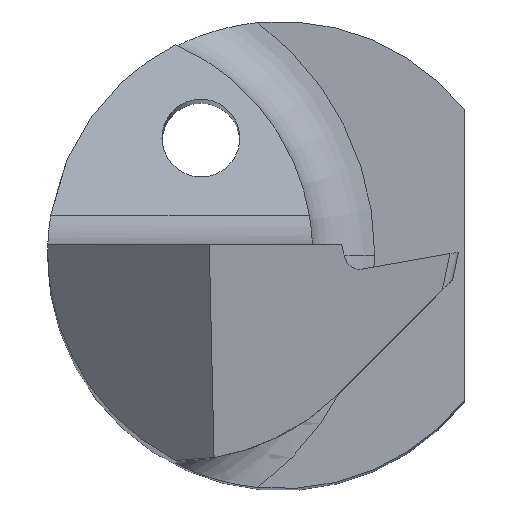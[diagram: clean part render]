
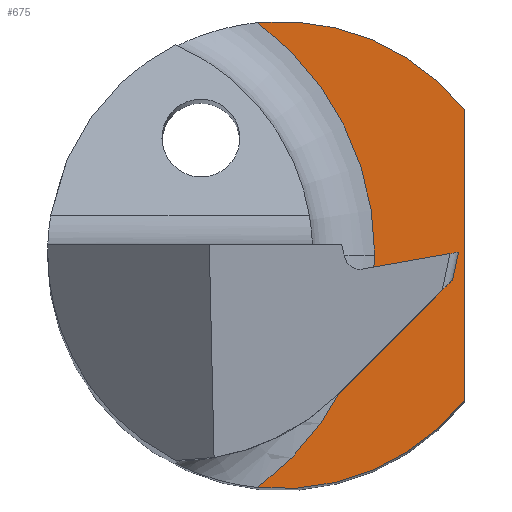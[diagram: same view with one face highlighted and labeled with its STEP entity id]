
A CAD part, top view. The second image highlights one B-rep face of the part: STEP entity #675.
In plain terms, the highlighted planar face has unit normal (0, 0, 1).
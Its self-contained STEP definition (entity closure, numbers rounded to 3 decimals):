
#17 = DIRECTION ( 'NONE',  ( 0., 0., 1. ) ) ;
#37 = DIRECTION ( 'NONE',  ( 0., 0., -1. ) ) ;
#72 = DIRECTION ( 'NONE',  ( 0., 0., 1. ) ) ;
#97 = EDGE_CURVE ( 'NONE', #976, #110, #143, .T. ) ;
#110 = VERTEX_POINT ( 'NONE', #740 ) ;
#112 = CARTESIAN_POINT ( 'NONE',  ( 0., 0., 15.005 ) ) ;
#137 = CARTESIAN_POINT ( 'NONE',  ( 2.35, -1.865, 15.005 ) ) ;
#143 = LINE ( 'NONE', #438, #975 ) ;
#155 = CARTESIAN_POINT ( 'NONE',  ( -0.304, 2.985, 15.005 ) ) ;
#203 = DIRECTION ( 'NONE',  ( 1., 0., 0. ) ) ;
#256 = VERTEX_POINT ( 'NONE', #155 ) ;
#263 = DIRECTION ( 'NONE',  ( 0., 0., 1. ) ) ;
#264 = VERTEX_POINT ( 'NONE', #466 ) ;
#271 = ORIENTED_EDGE ( 'NONE', *, *, #849, .T. ) ;
#324 = AXIS2_PLACEMENT_3D ( 'NONE', #443, #819, #599 ) ;
#334 = ORIENTED_EDGE ( 'NONE', *, *, #926, .T. ) ;
#337 = EDGE_LOOP ( 'NONE', ( #334, #271, #464, #822, #616 ) ) ;
#343 = CARTESIAN_POINT ( 'NONE',  ( -0.304, -2.985, 15.005 ) ) ;
#390 = FACE_OUTER_BOUND ( 'NONE', #337, .T. ) ;
#407 = VERTEX_POINT ( 'NONE', #343 ) ;
#429 = DIRECTION ( 'NONE',  ( 1., 0., 0. ) ) ;
#438 = CARTESIAN_POINT ( 'NONE',  ( 2.35, 1.865, 15.005 ) ) ;
#439 = DIRECTION ( 'NONE',  ( 1., 0., 0. ) ) ;
#443 = CARTESIAN_POINT ( 'NONE',  ( -2.514, 0., 15.005 ) ) ;
#449 = AXIS2_PLACEMENT_3D ( 'NONE', #682, #17, #846 ) ;
#464 = ORIENTED_EDGE ( 'NONE', *, *, #606, .T. ) ;
#466 = CARTESIAN_POINT ( 'NONE',  ( 1.2, 0., 15.005 ) ) ;
#478 = CIRCLE ( 'NONE', #659, 3. ) ;
#497 = CARTESIAN_POINT ( 'NONE',  ( -2.514, 0., 15.005 ) ) ;
#538 = CIRCLE ( 'NONE', #889, 3. ) ;
#595 = AXIS2_PLACEMENT_3D ( 'NONE', #497, #37, #203 ) ;
#599 = DIRECTION ( 'NONE',  ( 1., 0., 0. ) ) ;
#606 = EDGE_CURVE ( 'NONE', #264, #407, #785, .T. ) ;
#616 = ORIENTED_EDGE ( 'NONE', *, *, #97, .T. ) ;
#623 = EDGE_CURVE ( 'NONE', #407, #976, #478, .T. ) ;
#659 = AXIS2_PLACEMENT_3D ( 'NONE', #747, #72, #439 ) ;
#675 = ADVANCED_FACE ( 'NONE', ( #390 ), #932, .T. ) ;
#682 = CARTESIAN_POINT ( 'NONE',  ( -0.402, -0.122, 15.005 ) ) ;
#740 = CARTESIAN_POINT ( 'NONE',  ( 2.35, 1.865, 15.005 ) ) ;
#747 = CARTESIAN_POINT ( 'NONE',  ( 0., 0., 15.005 ) ) ;
#785 = CIRCLE ( 'NONE', #324, 3.714 ) ;
#812 = CIRCLE ( 'NONE', #595, 3.714 ) ;
#819 = DIRECTION ( 'NONE',  ( 0., 0., -1. ) ) ;
#822 = ORIENTED_EDGE ( 'NONE', *, *, #623, .T. ) ;
#846 = DIRECTION ( 'NONE',  ( 1., 0., 0. ) ) ;
#849 = EDGE_CURVE ( 'NONE', #256, #264, #812, .T. ) ;
#872 = DIRECTION ( 'NONE',  ( 0., 1., 0. ) ) ;
#889 = AXIS2_PLACEMENT_3D ( 'NONE', #112, #263, #429 ) ;
#926 = EDGE_CURVE ( 'NONE', #110, #256, #538, .T. ) ;
#932 = PLANE ( 'NONE',  #449 ) ;
#975 = VECTOR ( 'NONE', #872, 1000. ) ;
#976 = VERTEX_POINT ( 'NONE', #137 ) ;
